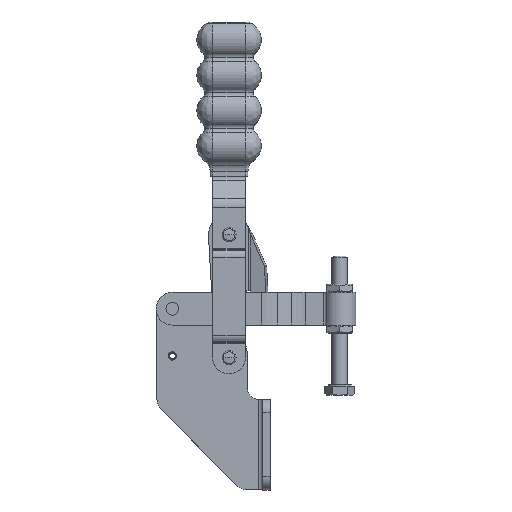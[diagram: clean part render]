
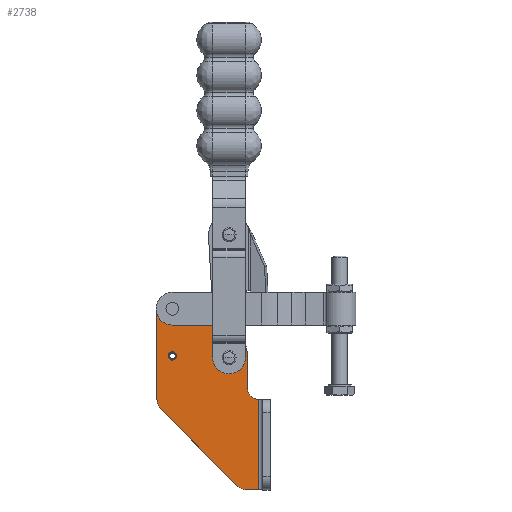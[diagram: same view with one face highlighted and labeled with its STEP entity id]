
A CAD part, top view. The second image highlights one B-rep face of the part: STEP entity #2738.
In plain terms, the highlighted planar face has unit normal (0, 0, 1).
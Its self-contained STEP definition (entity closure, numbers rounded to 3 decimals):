
#214=CARTESIAN_POINT('',(-73.817,80.257,-83.241));
#215=VERTEX_POINT('',#214);
#224=CARTESIAN_POINT('',(-68.817,80.257,-83.241));
#225=VERTEX_POINT('',#224);
#226=CARTESIAN_POINT('',(-71.317,80.257,-83.241));
#227=DIRECTION('',(0.0,0.0,-1.0));
#228=DIRECTION('',(-1.0,0.0,0.0));
#229=AXIS2_PLACEMENT_3D('',#226,#227,#228);
#230=CIRCLE('',#229,2.5);
#231=EDGE_CURVE('',#225,#215,#230,.T.);
#256=CARTESIAN_POINT('',(-53.317,61.257,-83.241));
#257=VERTEX_POINT('',#256);
#266=CARTESIAN_POINT('',(-45.317,61.257,-83.241));
#267=VERTEX_POINT('',#266);
#268=CARTESIAN_POINT('',(-49.317,61.257,-83.241));
#269=DIRECTION('',(0.0,0.0,-1.0));
#270=DIRECTION('',(-1.0,0.0,0.0));
#271=AXIS2_PLACEMENT_3D('',#268,#269,#270);
#272=CIRCLE('',#271,4.0);
#273=EDGE_CURVE('',#267,#257,#272,.T.);
#807=CARTESIAN_POINT('',(-72.764,61.236,-83.241));
#808=VERTEX_POINT('',#807);
#816=CARTESIAN_POINT('',(-72.146,63.243,-83.241));
#817=VERTEX_POINT('',#816);
#824=CARTESIAN_POINT('',(-71.317,61.889,-83.241));
#825=DIRECTION('',(0.,0.,-1.0));
#826=DIRECTION('',(0.911,0.411,0.));
#827=AXIS2_PLACEMENT_3D('',#824,#825,#826);
#828=CIRCLE('',#827,1.588);
#829=EDGE_CURVE('',#808,#817,#828,.T.);
#839=CARTESIAN_POINT('',(-69.87,62.542,-83.241));
#840=VERTEX_POINT('',#839);
#847=CARTESIAN_POINT('',(-71.784,63.407,-83.241));
#848=VERTEX_POINT('',#847);
#849=CARTESIAN_POINT('',(-71.317,61.889,-83.241));
#850=DIRECTION('',(0.,0.,-1.0));
#851=DIRECTION('',(0.911,0.411,0.));
#852=AXIS2_PLACEMENT_3D('',#849,#850,#851);
#853=CIRCLE('',#852,1.588);
#854=EDGE_CURVE('',#848,#840,#853,.T.);
#887=CARTESIAN_POINT('',(-72.101,63.168,-83.241));
#888=VERTEX_POINT('',#887);
#895=CARTESIAN_POINT('',(-72.146,63.243,-83.241));
#896=DIRECTION('',(0.522,-0.853,0.0));
#897=VECTOR('',#896,0.088);
#898=LINE('',#895,#897);
#899=EDGE_CURVE('',#817,#888,#898,.T.);
#935=CARTESIAN_POINT('',(-71.317,61.889,-83.241));
#936=DIRECTION('',(0.,0.,-1.0));
#937=DIRECTION('',(0.911,0.411,0.));
#938=AXIS2_PLACEMENT_3D('',#935,#936,#937);
#939=CIRCLE('',#938,1.588);
#940=EDGE_CURVE('',#840,#808,#939,.T.);
#984=CARTESIAN_POINT('',(-71.758,63.323,-83.241));
#985=VERTEX_POINT('',#984);
#986=CARTESIAN_POINT('',(-71.758,63.323,-83.241));
#987=DIRECTION('',(-0.294,0.956,0.0));
#988=VECTOR('',#987,0.088);
#989=LINE('',#986,#988);
#990=EDGE_CURVE('',#985,#848,#989,.T.);
#2492=CARTESIAN_POINT('',(-37.817,44.932,-83.241));
#2493=VERTEX_POINT('',#2492);
#2560=CARTESIAN_POINT('',(-37.817,9.907,-83.241));
#2561=VERTEX_POINT('',#2560);
#2562=CARTESIAN_POINT('',(-37.817,9.907,-83.241));
#2563=DIRECTION('',(0.0,1.0,0.0));
#2564=VECTOR('',#2563,35.025);
#2565=LINE('',#2562,#2564);
#2566=EDGE_CURVE('',#2561,#2493,#2565,.T.);
#2603=CARTESIAN_POINT('',(-42.317,49.907,-83.241));
#2604=VERTEX_POINT('',#2603);
#2611=CARTESIAN_POINT('',(-37.317,49.907,-83.241));
#2612=DIRECTION('',(0.0,0.0,1.0));
#2613=DIRECTION('',(1.0,0.0,0.0));
#2614=AXIS2_PLACEMENT_3D('',#2611,#2612,#2613);
#2615=CIRCLE('',#2614,5.0);
#2616=EDGE_CURVE('',#2604,#2493,#2615,.T.);
#2621=CARTESIAN_POINT('',(-67.556,36.576,-83.241));
#2622=DIRECTION('',(0.0,0.0,1.0));
#2623=DIRECTION('',(1.0,0.0,0.0));
#2624=AXIS2_PLACEMENT_3D('',#2621,#2622,#2623);
#2625=PLANE('',#2624);
#2626=ORIENTED_EDGE('',*,*,#2566,.T.);
#2627=ORIENTED_EDGE('',*,*,#2616,.F.);
#2628=CARTESIAN_POINT('',(-42.317,63.582,-83.241));
#2629=VERTEX_POINT('',#2628);
#2630=CARTESIAN_POINT('',(-42.317,63.582,-83.241));
#2631=DIRECTION('',(0.0,-1.0,0.0));
#2632=VECTOR('',#2631,13.675);
#2633=LINE('',#2630,#2632);
#2634=EDGE_CURVE('',#2629,#2604,#2633,.T.);
#2635=ORIENTED_EDGE('',*,*,#2634,.F.);
#2636=CARTESIAN_POINT('',(-44.795,68.44,-83.241));
#2637=VERTEX_POINT('',#2636);
#2638=CARTESIAN_POINT('',(-48.317,63.582,-83.241));
#2639=DIRECTION('',(0.0,0.0,-1.0));
#2640=DIRECTION('',(1.0,0.0,0.0));
#2641=AXIS2_PLACEMENT_3D('',#2638,#2639,#2640);
#2642=CIRCLE('',#2641,6.);
#2643=EDGE_CURVE('',#2637,#2629,#2642,.T.);
#2644=ORIENTED_EDGE('',*,*,#2643,.F.);
#2645=CARTESIAN_POINT('',(-67.795,85.115,-83.241));
#2646=VERTEX_POINT('',#2645);
#2647=CARTESIAN_POINT('',(-67.795,85.115,-83.241));
#2648=DIRECTION('',(0.81,-0.587,0.0));
#2649=VECTOR('',#2648,28.408);
#2650=LINE('',#2647,#2649);
#2651=EDGE_CURVE('',#2646,#2637,#2650,.T.);
#2652=ORIENTED_EDGE('',*,*,#2651,.F.);
#2653=CARTESIAN_POINT('',(-77.317,80.257,-83.241));
#2654=VERTEX_POINT('',#2653);
#2655=CARTESIAN_POINT('',(-71.317,80.257,-83.241));
#2656=DIRECTION('',(0.,0.,-1.));
#2657=DIRECTION('',(0.587,0.81,0.));
#2658=AXIS2_PLACEMENT_3D('',#2655,#2656,#2657);
#2659=CIRCLE('',#2658,6.);
#2660=EDGE_CURVE('',#2654,#2646,#2659,.T.);
#2661=ORIENTED_EDGE('',*,*,#2660,.F.);
#2662=CARTESIAN_POINT('',(-77.317,44.907,-83.241));
#2663=VERTEX_POINT('',#2662);
#2664=CARTESIAN_POINT('',(-77.317,44.907,-83.241));
#2665=DIRECTION('',(0.0,1.0,0.0));
#2666=VECTOR('',#2665,35.35);
#2667=LINE('',#2664,#2666);
#2668=EDGE_CURVE('',#2663,#2654,#2667,.T.);
#2669=ORIENTED_EDGE('',*,*,#2668,.F.);
#2670=CARTESIAN_POINT('',(-75.853,41.371,-83.241));
#2671=VERTEX_POINT('',#2670);
#2672=CARTESIAN_POINT('',(-72.317,44.907,-83.241));
#2673=DIRECTION('',(0.0,0.0,-1.0));
#2674=DIRECTION('',(-1.0,0.0,0.0));
#2675=AXIS2_PLACEMENT_3D('',#2672,#2673,#2674);
#2676=CIRCLE('',#2675,5.0);
#2677=EDGE_CURVE('',#2671,#2663,#2676,.T.);
#2678=ORIENTED_EDGE('',*,*,#2677,.F.);
#2679=CARTESIAN_POINT('',(-45.853,11.371,-83.241));
#2680=VERTEX_POINT('',#2679);
#2681=CARTESIAN_POINT('',(-45.853,11.371,-83.241));
#2682=DIRECTION('',(-0.707,0.707,0.0));
#2683=VECTOR('',#2682,42.426);
#2684=LINE('',#2681,#2683);
#2685=EDGE_CURVE('',#2680,#2671,#2684,.T.);
#2686=ORIENTED_EDGE('',*,*,#2685,.F.);
#2687=CARTESIAN_POINT('',(-42.317,9.907,-83.241));
#2688=VERTEX_POINT('',#2687);
#2689=CARTESIAN_POINT('',(-42.317,14.907,-83.241));
#2690=DIRECTION('',(0.,0.,-1.));
#2691=DIRECTION('',(-0.707,-0.707,0.));
#2692=AXIS2_PLACEMENT_3D('',#2689,#2690,#2691);
#2693=CIRCLE('',#2692,5.0);
#2694=EDGE_CURVE('',#2688,#2680,#2693,.T.);
#2695=ORIENTED_EDGE('',*,*,#2694,.F.);
#2696=CARTESIAN_POINT('',(-37.817,9.907,-83.241));
#2697=DIRECTION('',(-1.0,0.0,0.0));
#2698=VECTOR('',#2697,4.5);
#2699=LINE('',#2696,#2698);
#2700=EDGE_CURVE('',#2561,#2688,#2699,.T.);
#2701=ORIENTED_EDGE('',*,*,#2700,.F.);
#2702=EDGE_LOOP('',(#2626,#2627,#2635,#2644,#2652,#2661,#2669,#2678,#2686,#2695,#2701));
#2703=FACE_OUTER_BOUND('',#2702,.T.);
#2704=ORIENTED_EDGE('',*,*,#899,.T.);
#2705=CARTESIAN_POINT('',(-71.317,61.889,-83.241));
#2706=DIRECTION('',(0.0,0.0,-1.0));
#2707=DIRECTION('',(-1.0,0.0,0.0));
#2708=AXIS2_PLACEMENT_3D('',#2705,#2706,#2707);
#2709=CIRCLE('',#2708,1.5);
#2710=EDGE_CURVE('',#888,#985,#2709,.T.);
#2711=ORIENTED_EDGE('',*,*,#2710,.T.);
#2712=ORIENTED_EDGE('',*,*,#990,.T.);
#2713=ORIENTED_EDGE('',*,*,#854,.T.);
#2714=ORIENTED_EDGE('',*,*,#940,.T.);
#2715=ORIENTED_EDGE('',*,*,#829,.T.);
#2716=EDGE_LOOP('',(#2704,#2711,#2712,#2713,#2714,#2715));
#2717=FACE_BOUND('',#2716,.T.);
#2718=ORIENTED_EDGE('',*,*,#273,.T.);
#2719=CARTESIAN_POINT('',(-49.317,61.257,-83.241));
#2720=DIRECTION('',(0.0,0.0,-1.0));
#2721=DIRECTION('',(-1.0,0.0,0.0));
#2722=AXIS2_PLACEMENT_3D('',#2719,#2720,#2721);
#2723=CIRCLE('',#2722,4.0);
#2724=EDGE_CURVE('',#257,#267,#2723,.T.);
#2725=ORIENTED_EDGE('',*,*,#2724,.T.);
#2726=EDGE_LOOP('',(#2718,#2725));
#2727=FACE_BOUND('',#2726,.T.);
#2728=ORIENTED_EDGE('',*,*,#231,.T.);
#2729=CARTESIAN_POINT('',(-71.317,80.257,-83.241));
#2730=DIRECTION('',(0.0,0.0,-1.0));
#2731=DIRECTION('',(-1.0,0.0,0.0));
#2732=AXIS2_PLACEMENT_3D('',#2729,#2730,#2731);
#2733=CIRCLE('',#2732,2.5);
#2734=EDGE_CURVE('',#215,#225,#2733,.T.);
#2735=ORIENTED_EDGE('',*,*,#2734,.T.);
#2736=EDGE_LOOP('',(#2728,#2735));
#2737=FACE_BOUND('',#2736,.T.);
#2738=ADVANCED_FACE('',(#2703,#2717,#2727,#2737),#2625,.T.);
